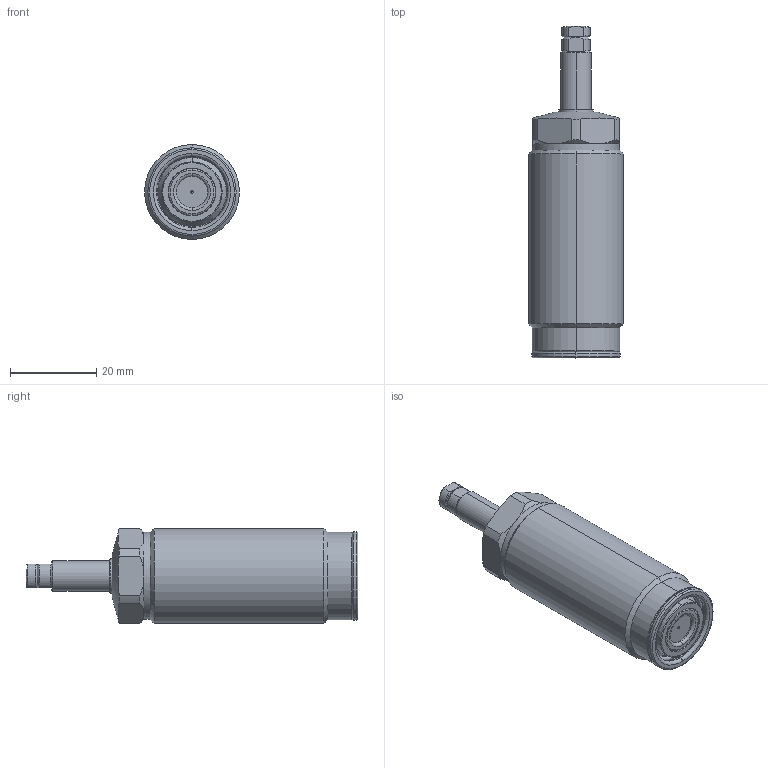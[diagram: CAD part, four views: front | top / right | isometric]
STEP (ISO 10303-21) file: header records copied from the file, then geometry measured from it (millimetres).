
FILE_DESCRIPTION(/* description */ (''),/* implementation_level */ '2;1');
FILE_NAME(/* name */ 'TSS22-Q.stp',/* time_stamp */ '2025-01-10T09:57:42+08:00',/* author */ (''),/* organization */ (''),/* preprocessor_version */ 'ST-DEVELOPER v16.7',/* originating_system */ 'SIEMENS PLM Software NX 12.0',/* authorisation */ '');
FILE_SCHEMA (('AUTOMOTIVE_DESIGN { 1 0 10303 214 3 1 1 1 }'));
Length unit declared in the file: millimetre
Products named in the file (7): XLD-M4_Oring; XLD-M4_contactbolt; TSS22-Q-04; TSS22-Q-02; TSS22-Q-01; TSS22-Q-03; TSS22-Q_stp
Assembly tree (6 placements, depth 3):
  TSS22-Q_stp
    TSS22-Q-01
    TSS22-Q-02
    TSS22-Q-03
      XLD-M4_contactbolt
      XLD-M4_Oring
    TSS22-Q-04
Bounding box: 22 x 77 x 22 mm (x, y, z)
Volume: 20852.3 mm3; surface area: 6249.6 mm2
Topology: 5 solids, 6 shells, 166 faces, 355 edges, 207 vertices
Faces by surface type: torus 48, cylinder 47, plane 36, cone 33, sphere 2
Full cylindrical faces by diameter (mm): 20.2 x1
Entity records: 4770 total; most frequent: CARTESIAN_POINT 943, DIRECTION 884, ORIENTED_EDGE 698, AXIS2_PLACEMENT_3D 396, EDGE_CURVE 349, CIRCLE 223, VERTEX_POINT 205, EDGE_LOOP 180
